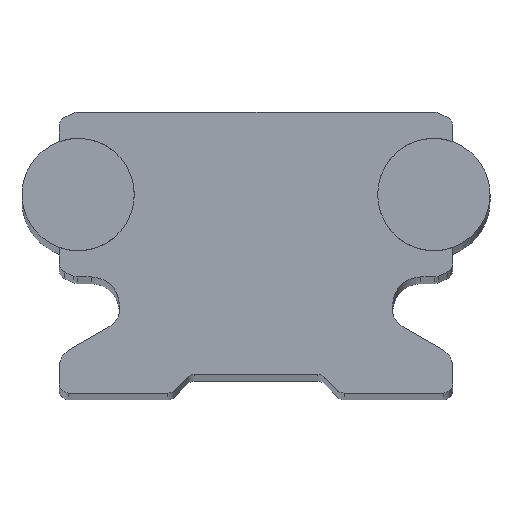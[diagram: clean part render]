
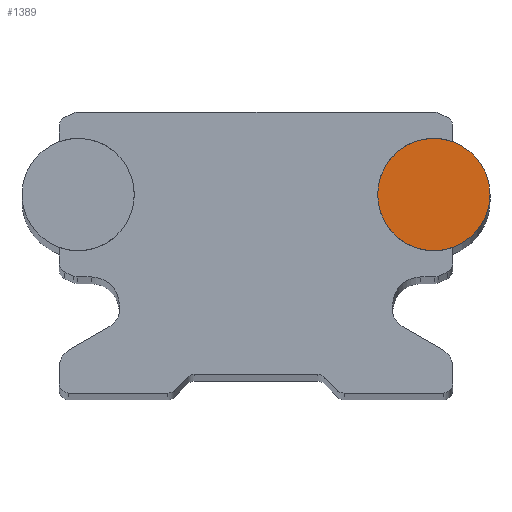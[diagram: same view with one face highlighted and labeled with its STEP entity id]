
A CAD part, top view. The second image highlights one B-rep face of the part: STEP entity #1389.
In plain terms, the highlighted planar face has unit normal (0, 0, 1).
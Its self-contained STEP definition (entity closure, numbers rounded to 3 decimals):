
#124 = AXIS2_PLACEMENT_3D ( 'NONE', #1921, #1328, #1348 ) ;
#381 = VERTEX_POINT ( 'NONE', #1353 ) ;
#412 = VERTEX_POINT ( 'NONE', #1375 ) ;
#442 = DIRECTION ( 'NONE',  ( 0., 0., 1. ) ) ;
#455 = ORIENTED_EDGE ( 'NONE', *, *, #724, .T. ) ;
#653 = DIRECTION ( 'NONE',  ( 0., 0., 1. ) ) ;
#668 = ORIENTED_EDGE ( 'NONE', *, *, #1447, .T. ) ;
#724 = EDGE_CURVE ( 'NONE', #412, #381, #999, .T. ) ;
#808 = EDGE_LOOP ( 'NONE', ( #455, #668 ) ) ;
#834 = FACE_OUTER_BOUND ( 'NONE', #808, .T. ) ;
#999 = CIRCLE ( 'NONE', #124, 3. ) ;
#1054 = CARTESIAN_POINT ( 'NONE',  ( 0., 0., 103.75 ) ) ;
#1171 = CARTESIAN_POINT ( 'NONE',  ( 0., 0., 103.75 ) ) ;
#1173 = AXIS2_PLACEMENT_3D ( 'NONE', #1054, #653, #1197 ) ;
#1197 = DIRECTION ( 'NONE',  ( 1., 0., 0. ) ) ;
#1217 = CIRCLE ( 'NONE', #1173, 3. ) ;
#1221 = AXIS2_PLACEMENT_3D ( 'NONE', #1171, #442, #2128 ) ;
#1328 = DIRECTION ( 'NONE',  ( 0., 0., 1. ) ) ;
#1348 = DIRECTION ( 'NONE',  ( 1., 0., 0. ) ) ;
#1353 = CARTESIAN_POINT ( 'NONE',  ( 3., 0., 103.75 ) ) ;
#1361 = PLANE ( 'NONE',  #1221 ) ;
#1375 = CARTESIAN_POINT ( 'NONE',  ( -3., 0., 103.75 ) ) ;
#1389 = ADVANCED_FACE ( 'NONE', ( #834 ), #1361, .T. ) ;
#1447 = EDGE_CURVE ( 'NONE', #381, #412, #1217, .T. ) ;
#1921 = CARTESIAN_POINT ( 'NONE',  ( 0., 0., 103.75 ) ) ;
#2128 = DIRECTION ( 'NONE',  ( 1., 0., 0. ) ) ;
